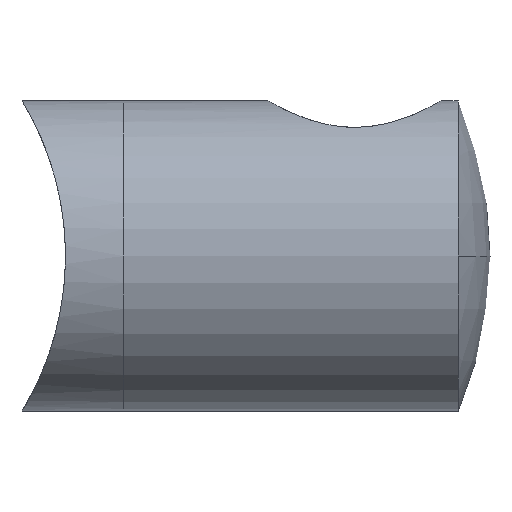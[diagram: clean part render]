
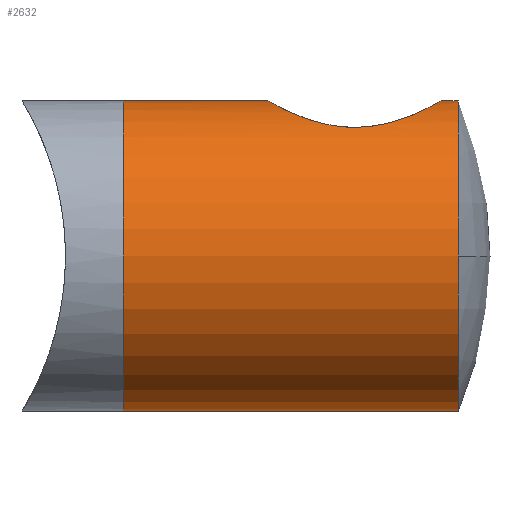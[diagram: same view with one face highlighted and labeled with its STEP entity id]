
A CAD part, front view. The second image highlights one B-rep face of the part: STEP entity #2632.
In plain terms, the highlighted cylindrical face has radius 11 mm (diameter 22 mm), a partial arc.
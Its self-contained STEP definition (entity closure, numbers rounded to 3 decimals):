
#18 = CARTESIAN_POINT ( 'NONE',  ( 25.749, 0., -11. ) ) ;
#26 = CARTESIAN_POINT ( 'NONE',  ( 24.55, 0., 11. ) ) ;
#31 = CIRCLE ( 'NONE', #2132, 11. ) ;
#50 = ORIENTED_EDGE ( 'NONE', *, *, #2631, .F. ) ;
#55 = DIRECTION ( 'NONE',  ( -1., 0., 0. ) ) ;
#59 = DIRECTION ( 'NONE',  ( -1., 0., 0. ) ) ;
#81 = DIRECTION ( 'NONE',  ( -1., 0., 0. ) ) ;
#112 = VECTOR ( 'NONE', #1056, 1000. ) ;
#213 = EDGE_CURVE ( 'NONE', #2225, #1702, #2562, .T. ) ;
#226 = ORIENTED_EDGE ( 'NONE', *, *, #2477, .T. ) ;
#227 = CARTESIAN_POINT ( 'NONE',  ( 23.721, -3.11, 10.557 ) ) ;
#243 = CARTESIAN_POINT ( 'NONE',  ( 15.646, -5.514, 9.52 ) ) ;
#253 = EDGE_CURVE ( 'NONE', #1849, #2823, #1293, .T. ) ;
#262 = ORIENTED_EDGE ( 'NONE', *, *, #213, .T. ) ;
#305 = CARTESIAN_POINT ( 'NONE',  ( 12.413, -1.42, 10.91 ) ) ;
#448 = CARTESIAN_POINT ( 'NONE',  ( 21.5, -5.326, 9.628 ) ) ;
#455 = CARTESIAN_POINT ( 'NONE',  ( 15.294, -5.323, 9.63 ) ) ;
#470 = CARTESIAN_POINT ( 'NONE',  ( 23.911, -2.76, 10.655 ) ) ;
#479 = CARTESIAN_POINT ( 'NONE',  ( 14.635, -4.879, 9.862 ) ) ;
#513 = CARTESIAN_POINT ( 'NONE',  ( 13.078, -3.107, 10.558 ) ) ;
#559 = EDGE_CURVE ( 'NONE', #1702, #1251, #2359, .T. ) ;
#595 = CARTESIAN_POINT ( 'NONE',  ( 24.55, 0., 11. ) ) ;
#660 = LINE ( 'NONE', #783, #1850 ) ;
#702 = CARTESIAN_POINT ( 'NONE',  ( 25.749, 0., 11. ) ) ;
#712 = CARTESIAN_POINT ( 'NONE',  ( 19.226, -6.108, 9.149 ) ) ;
#746 = CARTESIAN_POINT ( 'NONE',  ( 2., 0., 0. ) ) ;
#773 = DIRECTION ( 'NONE',  ( 0., 0., 1. ) ) ;
#775 = CARTESIAN_POINT ( 'NONE',  ( 25.749, 0., 0. ) ) ;
#783 = CARTESIAN_POINT ( 'NONE',  ( 0., 0., -11. ) ) ;
#822 = DIRECTION ( 'NONE',  ( 0., 0., 1. ) ) ;
#863 = AXIS2_PLACEMENT_3D ( 'NONE', #1408, #1634, #1873 ) ;
#952 = CARTESIAN_POINT ( 'NONE',  ( 24.55, -0.416, 11. ) ) ;
#962 = ORIENTED_EDGE ( 'NONE', *, *, #2222, .T. ) ;
#973 = ORIENTED_EDGE ( 'NONE', *, *, #559, .T. ) ;
#1007 = LINE ( 'NONE', #2350, #112 ) ;
#1056 = DIRECTION ( 'NONE',  ( -1., 0., 0. ) ) ;
#1126 = CARTESIAN_POINT ( 'NONE',  ( 20.418, -5.823, 9.334 ) ) ;
#1148 = CARTESIAN_POINT ( 'NONE',  ( 21.993, -4.995, 9.801 ) ) ;
#1154 = CARTESIAN_POINT ( 'NONE',  ( 22.458, -4.625, 9.981 ) ) ;
#1215 = VERTEX_POINT ( 'NONE', #702 ) ;
#1235 = FACE_OUTER_BOUND ( 'NONE', #2842, .T. ) ;
#1251 = VERTEX_POINT ( 'NONE', #1619 ) ;
#1264 = ORIENTED_EDGE ( 'NONE', *, *, #253, .T. ) ;
#1279 = EDGE_CURVE ( 'NONE', #1700, #1251, #31, .T. ) ;
#1293 = CIRCLE ( 'NONE', #1811, 11. ) ;
#1333 = CARTESIAN_POINT ( 'NONE',  ( 24.224, -2.017, 10.82 ) ) ;
#1340 = CYLINDRICAL_SURFACE ( 'NONE', #863, 11. ) ;
#1346 = CARTESIAN_POINT ( 'NONE',  ( 18.818, -6.15, 9.12 ) ) ;
#1363 = CARTESIAN_POINT ( 'NONE',  ( 17.985, -6.15, 9.12 ) ) ;
#1408 = CARTESIAN_POINT ( 'NONE',  ( 0., 0., 0. ) ) ;
#1501 = AXIS2_PLACEMENT_3D ( 'NONE', #2660, #2008, #2237 ) ;
#1517 = VECTOR ( 'NONE', #1582, 1000. ) ;
#1582 = DIRECTION ( 'NONE',  ( -1., 0., 0. ) ) ;
#1601 = CARTESIAN_POINT ( 'NONE',  ( 16.385, -5.824, 9.333 ) ) ;
#1606 = CARTESIAN_POINT ( 'NONE',  ( 0., 0., 11. ) ) ;
#1619 = CARTESIAN_POINT ( 'NONE',  ( 2., 0., 11. ) ) ;
#1634 = DIRECTION ( 'NONE',  ( -1., 0., 0. ) ) ;
#1639 = ORIENTED_EDGE ( 'NONE', *, *, #1279, .F. ) ;
#1700 = VERTEX_POINT ( 'NONE', #2403 ) ;
#1702 = VERTEX_POINT ( 'NONE', #2860 ) ;
#1799 = CARTESIAN_POINT ( 'NONE',  ( 22.153, -4.876, 9.861 ) ) ;
#1811 = AXIS2_PLACEMENT_3D ( 'NONE', #775, #81, #822 ) ;
#1812 = CARTESIAN_POINT ( 'NONE',  ( 14.332, -4.629, 9.983 ) ) ;
#1829 = CARTESIAN_POINT ( 'NONE',  ( 24.346, -1.622, 10.887 ) ) ;
#1849 = VERTEX_POINT ( 'NONE', #18 ) ;
#1850 = VECTOR ( 'NONE', #55, 1000. ) ;
#1873 = DIRECTION ( 'NONE',  ( 0., 0., 1. ) ) ;
#2008 = DIRECTION ( 'NONE',  ( -1., 0., 0. ) ) ;
#2030 = CARTESIAN_POINT ( 'NONE',  ( 21.154, -5.514, 9.52 ) ) ;
#2060 = CARTESIAN_POINT ( 'NONE',  ( 13.776, -4.073, 10.223 ) ) ;
#2132 = AXIS2_PLACEMENT_3D ( 'NONE', #746, #59, #773 ) ;
#2143 = CARTESIAN_POINT ( 'NONE',  ( 12.25, 0., 11. ) ) ;
#2149 = CARTESIAN_POINT ( 'NONE',  ( 12.654, -2.201, 10.779 ) ) ;
#2166 = CIRCLE ( 'NONE', #1501, 11. ) ;
#2222 = EDGE_CURVE ( 'NONE', #1215, #2225, #1007, .T. ) ;
#2225 = VERTEX_POINT ( 'NONE', #595 ) ;
#2237 = DIRECTION ( 'NONE',  ( 0., 0., 1. ) ) ;
#2265 = CARTESIAN_POINT ( 'NONE',  ( 24.508, -0.823, 10.977 ) ) ;
#2282 = CARTESIAN_POINT ( 'NONE',  ( 13.52, -3.764, 10.342 ) ) ;
#2350 = CARTESIAN_POINT ( 'NONE',  ( 0., 0., 11. ) ) ;
#2359 = LINE ( 'NONE', #1606, #1517 ) ;
#2361 = CARTESIAN_POINT ( 'NONE',  ( 12.463, -1.618, 10.882 ) ) ;
#2403 = CARTESIAN_POINT ( 'NONE',  ( 2., 0., -11. ) ) ;
#2472 = CARTESIAN_POINT ( 'NONE',  ( 22.604, -4.493, 10.042 ) ) ;
#2477 = EDGE_CURVE ( 'NONE', #2823, #1215, #2166, .T. ) ;
#2480 = CARTESIAN_POINT ( 'NONE',  ( 17.578, -6.108, 9.149 ) ) ;
#2486 = CARTESIAN_POINT ( 'NONE',  ( 23.021, -4.078, 10.221 ) ) ;
#2487 = CARTESIAN_POINT ( 'NONE',  ( 25.749, -11., 0. ) ) ;
#2556 = CARTESIAN_POINT ( 'NONE',  ( 12.292, -0.822, 10.977 ) ) ;
#2562 = B_SPLINE_CURVE_WITH_KNOTS ( 'NONE', 3,
 ( #26, #952, #2265, #1829, #1333, #470, #227, #2724, #2486, #2472, #1154, #1799, #1148, #448, #2030, #1126, #2703, #712, #1346, #1363, #2480, #2927, #1601, #243, #455, #479, #1812, #2060, #2282, #513, #2591, #2149, #2801, #2361, #305, #2556, #2583, #2143 ),
 .UNSPECIFIED., .F., .F.,
 ( 4, 2, 2, 2, 2, 2, 2, 2, 2, 2, 2, 2, 2, 2, 2, 2, 2, 2, 4 ),
 ( 0., 0.001, 0.002, 0.004, 0.005, 0.006, 0.006, 0.007, 0.009, 0.01, 0.011, 0.012, 0.014, 0.015, 0.016, 0.017, 0.018, 0.018, 0.02 ),
 .UNSPECIFIED. ) ;
#2583 = CARTESIAN_POINT ( 'NONE',  ( 12.25, -0.416, 11. ) ) ;
#2591 = CARTESIAN_POINT ( 'NONE',  ( 12.888, -2.758, 10.655 ) ) ;
#2631 = EDGE_CURVE ( 'NONE', #1849, #1700, #660, .T. ) ;
#2632 = ADVANCED_FACE ( 'NONE', ( #1235 ), #1340, .T. ) ;
#2660 = CARTESIAN_POINT ( 'NONE',  ( 25.749, 0., 0. ) ) ;
#2703 = CARTESIAN_POINT ( 'NONE',  ( 20.025, -5.946, 9.255 ) ) ;
#2724 = CARTESIAN_POINT ( 'NONE',  ( 23.273, -3.772, 10.339 ) ) ;
#2801 = CARTESIAN_POINT ( 'NONE',  ( 12.583, -2.008, 10.817 ) ) ;
#2823 = VERTEX_POINT ( 'NONE', #2487 ) ;
#2842 = EDGE_LOOP ( 'NONE', ( #50, #1264, #226, #962, #262, #973, #1639 ) ) ;
#2860 = CARTESIAN_POINT ( 'NONE',  ( 12.25, 0., 11. ) ) ;
#2927 = CARTESIAN_POINT ( 'NONE',  ( 16.778, -5.946, 9.255 ) ) ;
